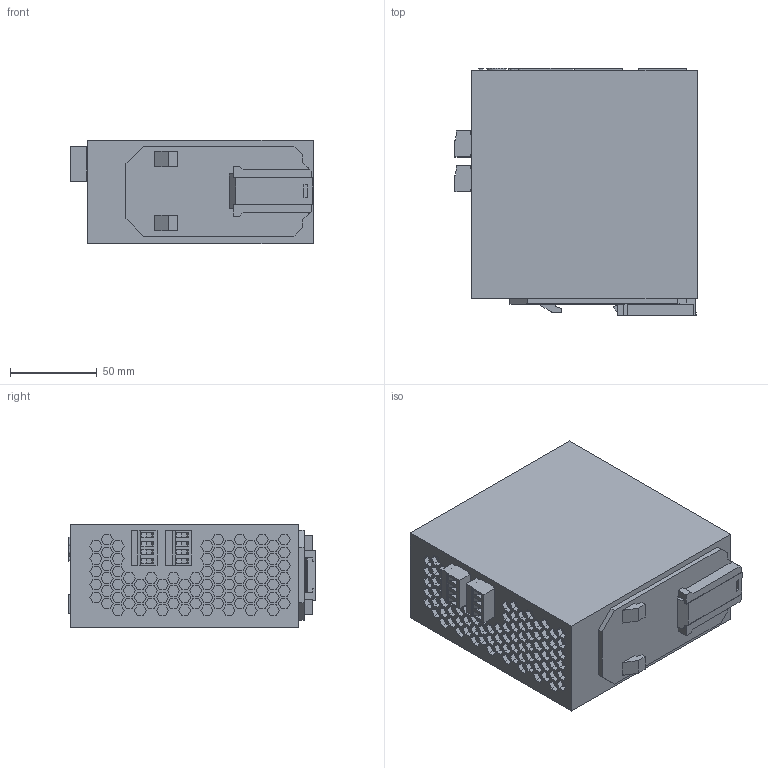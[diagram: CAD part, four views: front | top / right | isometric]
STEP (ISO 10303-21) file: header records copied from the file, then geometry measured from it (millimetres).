
FILE_DESCRIPTION(('SolidDesigner STEP Export'),'2;1');
FILE_NAME('2701420_FL_SWITCH_7005_FX_2FXSM_EIP-select.stp','2014-03-03T15:07:53',(''),(''),'Creo Elements/Direct Modeling STEP processor for AP214 (Solid Model)','Creo Elements/Direct Modeling 18.1 06-May-2012 (C) Parametric Technology GmbH','');
FILE_SCHEMA(('AUTOMOTIVE_DESIGN { 1 0 10303 214 1 1 1 1 }'));
Length unit declared in the file: millimetre
Products named in the file (2): 2701420_FL_SWITCH_7005_FX_2FXSM_EIP-select
Assembly tree (1 placements, depth 2):
  2701420_FL_SWITCH_7005_FX_2FXSM_EIP-select
    2701420_FL_SWITCH_7005_FX_2FXSM_EIP-select
Bounding box: 139.77 x 142.6 x 60 mm (x, y, z)
Volume: 1036421 mm3; surface area: 86865.4 mm2
Topology: 1 solids, 1 shells, 1797 faces, 4615 edges, 3076 vertices
Faces by surface type: plane 1751, cylinder 46
Entity records: 56431 total; most frequent: CARTESIAN_POINT 9416, ORIENTED_EDGE 9230, DIRECTION 8160, EDGE_CURVE 4615, VECTOR 4520, LINE 4520, VERTEX_POINT 3076, EDGE_LOOP 2055
